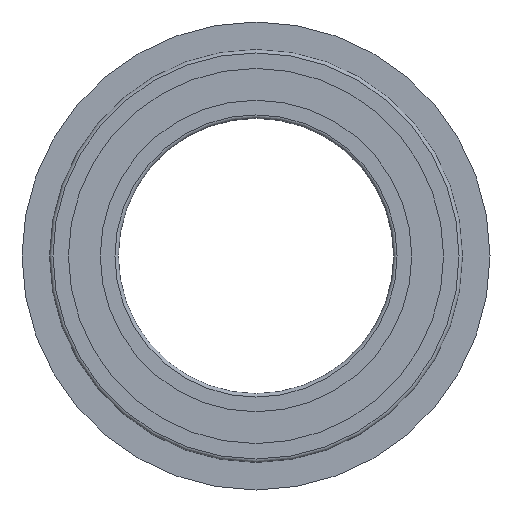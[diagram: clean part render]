
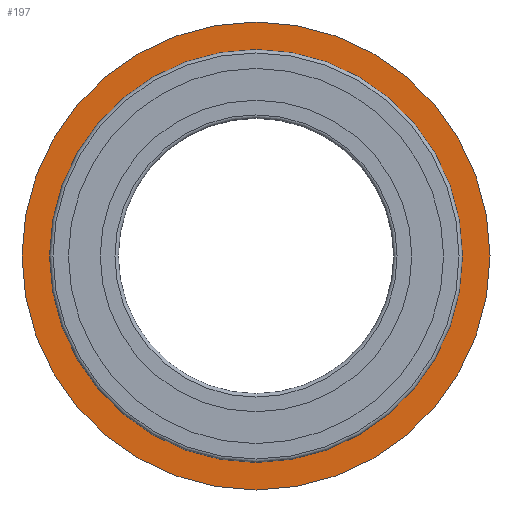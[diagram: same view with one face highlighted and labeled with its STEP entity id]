
A CAD part, left-side view. The second image highlights one B-rep face of the part: STEP entity #197.
In plain terms, the highlighted planar face has unit normal (-1, 0, 0).
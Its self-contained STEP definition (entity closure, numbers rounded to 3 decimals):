
#44=ORIENTED_EDGE('',*,*,#72,.F.);
#45=ORIENTED_EDGE('',*,*,#71,.T.);
#71=EDGE_CURVE('',#88,#88,#105,.T.);
#72=EDGE_CURVE('',#89,#89,#106,.T.);
#88=VERTEX_POINT('',#347);
#89=VERTEX_POINT('',#350);
#105=CIRCLE('',#234,6.);
#106=CIRCLE('',#236,6.8);
#129=EDGE_LOOP('',(#44));
#130=EDGE_LOOP('',(#45));
#163=FACE_BOUND('',#129,.T.);
#164=FACE_BOUND('',#130,.T.);
#186=PLANE('',#235);
#197=ADVANCED_FACE('',(#163,#164),#186,.F.);
#234=AXIS2_PLACEMENT_3D('',#346,#284,#285);
#235=AXIS2_PLACEMENT_3D('',#348,#286,#287);
#236=AXIS2_PLACEMENT_3D('',#349,#288,#289);
#284=DIRECTION('',(1.,0.,0.));
#285=DIRECTION('',(0.,0.,-1.));
#286=DIRECTION('',(1.,0.,0.));
#287=DIRECTION('',(0.,0.,-1.));
#288=DIRECTION('',(1.,0.,0.));
#289=DIRECTION('',(0.,0.,-1.));
#346=CARTESIAN_POINT('',(0.95,0.,0.));
#347=CARTESIAN_POINT('',(0.95,0.,-6.));
#348=CARTESIAN_POINT('',(0.95,6.,0.));
#349=CARTESIAN_POINT('',(0.95,0.,0.));
#350=CARTESIAN_POINT('',(0.95,0.,-6.8));
